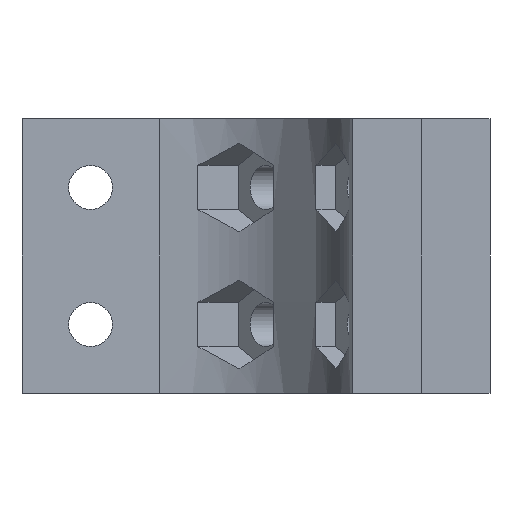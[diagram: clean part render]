
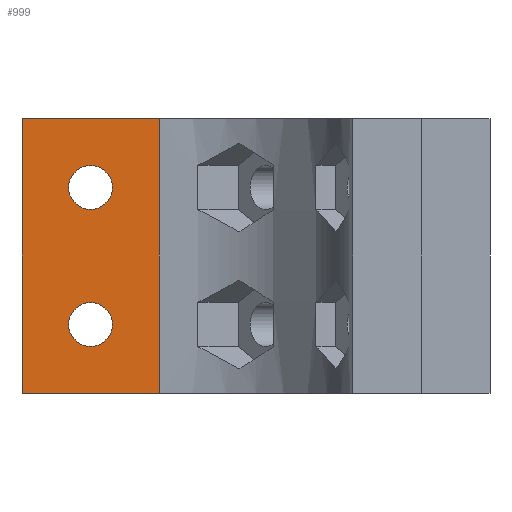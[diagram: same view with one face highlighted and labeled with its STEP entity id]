
A CAD part, front view. The second image highlights one B-rep face of the part: STEP entity #999.
In plain terms, the highlighted planar face has unit normal (0, -1, 0).
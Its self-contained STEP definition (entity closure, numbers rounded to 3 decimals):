
#32 = PLANE('',#33);
#33 = AXIS2_PLACEMENT_3D('',#34,#35,#36);
#34 = CARTESIAN_POINT('',(0.,14.142,0.));
#35 = DIRECTION('',(-1.,0.,0.));
#36 = DIRECTION('',(0.,1.,0.));
#57 = VERTEX_POINT('',#58);
#58 = CARTESIAN_POINT('',(0.,19.142,20.));
#72 = PLANE('',#73);
#73 = AXIS2_PLACEMENT_3D('',#74,#75,#76);
#74 = CARTESIAN_POINT('',(0.,14.142,20.));
#75 = DIRECTION('',(0.,0.,-1.));
#76 = DIRECTION('',(-1.,0.,0.));
#84 = EDGE_CURVE('',#85,#57,#87,.T.);
#85 = VERTEX_POINT('',#86);
#86 = CARTESIAN_POINT('',(0.,19.142,0.));
#87 = SURFACE_CURVE('',#88,(#92,#99),.PCURVE_S1.);
#88 = LINE('',#89,#90);
#89 = CARTESIAN_POINT('',(0.,19.142,0.));
#90 = VECTOR('',#91,1.);
#91 = DIRECTION('',(0.,0.,1.));
#92 = PCURVE('',#32,#93);
#93 = DEFINITIONAL_REPRESENTATION('',(#94),#98);
#94 = LINE('',#95,#96);
#95 = CARTESIAN_POINT('',(5.,0.));
#96 = VECTOR('',#97,1.);
#97 = DIRECTION('',(0.,-1.));
#98 = ( GEOMETRIC_REPRESENTATION_CONTEXT(2) 
PARAMETRIC_REPRESENTATION_CONTEXT() REPRESENTATION_CONTEXT('2D SPACE',''
  ) );
#99 = PCURVE('',#100,#105);
#100 = PLANE('',#101);
#101 = AXIS2_PLACEMENT_3D('',#102,#103,#104);
#102 = CARTESIAN_POINT('',(0.,19.142,0.));
#103 = DIRECTION('',(0.,-1.,0.));
#104 = DIRECTION('',(-1.,0.,0.));
#105 = DEFINITIONAL_REPRESENTATION('',(#106),#110);
#106 = LINE('',#107,#108);
#107 = CARTESIAN_POINT('',(0.,-0.));
#108 = VECTOR('',#109,1.);
#109 = DIRECTION('',(0.,-1.));
#110 = ( GEOMETRIC_REPRESENTATION_CONTEXT(2) 
PARAMETRIC_REPRESENTATION_CONTEXT() REPRESENTATION_CONTEXT('2D SPACE',''
  ) );
#126 = PLANE('',#127);
#127 = AXIS2_PLACEMENT_3D('',#128,#129,#130);
#128 = CARTESIAN_POINT('',(0.,14.142,0.));
#129 = DIRECTION('',(0.,0.,-1.));
#130 = DIRECTION('',(-1.,0.,0.));
#999 = ADVANCED_FACE('',(#1000,#1075,#1110),#100,.T.);
#1000 = FACE_BOUND('',#1001,.T.);
#1001 = EDGE_LOOP('',(#1002,#1003,#1026,#1054));
#1002 = ORIENTED_EDGE('',*,*,#84,.T.);
#1003 = ORIENTED_EDGE('',*,*,#1004,.T.);
#1004 = EDGE_CURVE('',#57,#1005,#1007,.T.);
#1005 = VERTEX_POINT('',#1006);
#1006 = CARTESIAN_POINT('',(-10.,19.142,20.));
#1007 = SURFACE_CURVE('',#1008,(#1012,#1019),.PCURVE_S1.);
#1008 = LINE('',#1009,#1010);
#1009 = CARTESIAN_POINT('',(0.,19.142,20.));
#1010 = VECTOR('',#1011,1.);
#1011 = DIRECTION('',(-1.,0.,0.));
#1012 = PCURVE('',#100,#1013);
#1013 = DEFINITIONAL_REPRESENTATION('',(#1014),#1018);
#1014 = LINE('',#1015,#1016);
#1015 = CARTESIAN_POINT('',(0.,-20.));
#1016 = VECTOR('',#1017,1.);
#1017 = DIRECTION('',(1.,0.));
#1018 = ( GEOMETRIC_REPRESENTATION_CONTEXT(2) 
PARAMETRIC_REPRESENTATION_CONTEXT() REPRESENTATION_CONTEXT('2D SPACE',''
  ) );
#1019 = PCURVE('',#72,#1020);
#1020 = DEFINITIONAL_REPRESENTATION('',(#1021),#1025);
#1021 = LINE('',#1022,#1023);
#1022 = CARTESIAN_POINT('',(0.,5.));
#1023 = VECTOR('',#1024,1.);
#1024 = DIRECTION('',(1.,0.));
#1025 = ( GEOMETRIC_REPRESENTATION_CONTEXT(2) 
PARAMETRIC_REPRESENTATION_CONTEXT() REPRESENTATION_CONTEXT('2D SPACE',''
  ) );
#1026 = ORIENTED_EDGE('',*,*,#1027,.F.);
#1027 = EDGE_CURVE('',#1028,#1005,#1030,.T.);
#1028 = VERTEX_POINT('',#1029);
#1029 = CARTESIAN_POINT('',(-10.,19.142,0.));
#1030 = SURFACE_CURVE('',#1031,(#1035,#1042),.PCURVE_S1.);
#1031 = LINE('',#1032,#1033);
#1032 = CARTESIAN_POINT('',(-10.,19.142,0.));
#1033 = VECTOR('',#1034,1.);
#1034 = DIRECTION('',(0.,0.,1.));
#1035 = PCURVE('',#100,#1036);
#1036 = DEFINITIONAL_REPRESENTATION('',(#1037),#1041);
#1037 = LINE('',#1038,#1039);
#1038 = CARTESIAN_POINT('',(10.,0.));
#1039 = VECTOR('',#1040,1.);
#1040 = DIRECTION('',(0.,-1.));
#1041 = ( GEOMETRIC_REPRESENTATION_CONTEXT(2) 
PARAMETRIC_REPRESENTATION_CONTEXT() REPRESENTATION_CONTEXT('2D SPACE',''
  ) );
#1042 = PCURVE('',#1043,#1048);
#1043 = PLANE('',#1044);
#1044 = AXIS2_PLACEMENT_3D('',#1045,#1046,#1047);
#1045 = CARTESIAN_POINT('',(-10.,19.142,0.));
#1046 = DIRECTION('',(-1.,0.,0.));
#1047 = DIRECTION('',(0.,1.,0.));
#1048 = DEFINITIONAL_REPRESENTATION('',(#1049),#1053);
#1049 = LINE('',#1050,#1051);
#1050 = CARTESIAN_POINT('',(0.,0.));
#1051 = VECTOR('',#1052,1.);
#1052 = DIRECTION('',(0.,-1.));
#1053 = ( GEOMETRIC_REPRESENTATION_CONTEXT(2) 
PARAMETRIC_REPRESENTATION_CONTEXT() REPRESENTATION_CONTEXT('2D SPACE',''
  ) );
#1054 = ORIENTED_EDGE('',*,*,#1055,.F.);
#1055 = EDGE_CURVE('',#85,#1028,#1056,.T.);
#1056 = SURFACE_CURVE('',#1057,(#1061,#1068),.PCURVE_S1.);
#1057 = LINE('',#1058,#1059);
#1058 = CARTESIAN_POINT('',(0.,19.142,0.));
#1059 = VECTOR('',#1060,1.);
#1060 = DIRECTION('',(-1.,0.,0.));
#1061 = PCURVE('',#100,#1062);
#1062 = DEFINITIONAL_REPRESENTATION('',(#1063),#1067);
#1063 = LINE('',#1064,#1065);
#1064 = CARTESIAN_POINT('',(0.,-0.));
#1065 = VECTOR('',#1066,1.);
#1066 = DIRECTION('',(1.,0.));
#1067 = ( GEOMETRIC_REPRESENTATION_CONTEXT(2) 
PARAMETRIC_REPRESENTATION_CONTEXT() REPRESENTATION_CONTEXT('2D SPACE',''
  ) );
#1068 = PCURVE('',#126,#1069);
#1069 = DEFINITIONAL_REPRESENTATION('',(#1070),#1074);
#1070 = LINE('',#1071,#1072);
#1071 = CARTESIAN_POINT('',(0.,5.));
#1072 = VECTOR('',#1073,1.);
#1073 = DIRECTION('',(1.,0.));
#1074 = ( GEOMETRIC_REPRESENTATION_CONTEXT(2) 
PARAMETRIC_REPRESENTATION_CONTEXT() REPRESENTATION_CONTEXT('2D SPACE',''
  ) );
#1075 = FACE_BOUND('',#1076,.T.);
#1076 = EDGE_LOOP('',(#1077));
#1077 = ORIENTED_EDGE('',*,*,#1078,.T.);
#1078 = EDGE_CURVE('',#1079,#1079,#1081,.T.);
#1079 = VERTEX_POINT('',#1080);
#1080 = CARTESIAN_POINT('',(-6.6,19.142,5.));
#1081 = SURFACE_CURVE('',#1082,(#1087,#1098),.PCURVE_S1.);
#1082 = CIRCLE('',#1083,1.6);
#1083 = AXIS2_PLACEMENT_3D('',#1084,#1085,#1086);
#1084 = CARTESIAN_POINT('',(-5.,19.142,5.));
#1085 = DIRECTION('',(0.,1.,0.));
#1086 = DIRECTION('',(-1.,0.,0.));
#1087 = PCURVE('',#100,#1088);
#1088 = DEFINITIONAL_REPRESENTATION('',(#1089),#1097);
#1089 = ( BOUNDED_CURVE() B_SPLINE_CURVE(2,(#1090,#1091,#1092,#1093,
#1094,#1095,#1096),.UNSPECIFIED.,.F.,.F.) B_SPLINE_CURVE_WITH_KNOTS((1,2
    ,2,2,2,1),(-2.094,0.,2.094,4.189,
6.283,8.378),.UNSPECIFIED.) CURVE() 
GEOMETRIC_REPRESENTATION_ITEM() RATIONAL_B_SPLINE_CURVE((1.,0.5,1.,0.5,
1.,0.5,1.)) REPRESENTATION_ITEM('') );
#1090 = CARTESIAN_POINT('',(6.6,-5.));
#1091 = CARTESIAN_POINT('',(6.6,-7.771));
#1092 = CARTESIAN_POINT('',(4.2,-6.386));
#1093 = CARTESIAN_POINT('',(1.8,-5.));
#1094 = CARTESIAN_POINT('',(4.2,-3.614));
#1095 = CARTESIAN_POINT('',(6.6,-2.229));
#1096 = CARTESIAN_POINT('',(6.6,-5.));
#1097 = ( GEOMETRIC_REPRESENTATION_CONTEXT(2) 
PARAMETRIC_REPRESENTATION_CONTEXT() REPRESENTATION_CONTEXT('2D SPACE',''
  ) );
#1098 = PCURVE('',#1099,#1104);
#1099 = CYLINDRICAL_SURFACE('',#1100,1.6);
#1100 = AXIS2_PLACEMENT_3D('',#1101,#1102,#1103);
#1101 = CARTESIAN_POINT('',(-5.,24.142,5.));
#1102 = DIRECTION('',(0.,1.,0.));
#1103 = DIRECTION('',(-1.,0.,0.));
#1104 = DEFINITIONAL_REPRESENTATION('',(#1105),#1109);
#1105 = LINE('',#1106,#1107);
#1106 = CARTESIAN_POINT('',(0.,-5.));
#1107 = VECTOR('',#1108,1.);
#1108 = DIRECTION('',(1.,0.));
#1109 = ( GEOMETRIC_REPRESENTATION_CONTEXT(2) 
PARAMETRIC_REPRESENTATION_CONTEXT() REPRESENTATION_CONTEXT('2D SPACE',''
  ) );
#1110 = FACE_BOUND('',#1111,.T.);
#1111 = EDGE_LOOP('',(#1112));
#1112 = ORIENTED_EDGE('',*,*,#1113,.T.);
#1113 = EDGE_CURVE('',#1114,#1114,#1116,.T.);
#1114 = VERTEX_POINT('',#1115);
#1115 = CARTESIAN_POINT('',(-6.6,19.142,15.));
#1116 = SURFACE_CURVE('',#1117,(#1122,#1133),.PCURVE_S1.);
#1117 = CIRCLE('',#1118,1.6);
#1118 = AXIS2_PLACEMENT_3D('',#1119,#1120,#1121);
#1119 = CARTESIAN_POINT('',(-5.,19.142,15.));
#1120 = DIRECTION('',(0.,1.,0.));
#1121 = DIRECTION('',(-1.,0.,0.));
#1122 = PCURVE('',#100,#1123);
#1123 = DEFINITIONAL_REPRESENTATION('',(#1124),#1132);
#1124 = ( BOUNDED_CURVE() B_SPLINE_CURVE(2,(#1125,#1126,#1127,#1128,
#1129,#1130,#1131),.UNSPECIFIED.,.F.,.F.) B_SPLINE_CURVE_WITH_KNOTS((1,2
    ,2,2,2,1),(-2.094,0.,2.094,4.189,
6.283,8.378),.UNSPECIFIED.) CURVE() 
GEOMETRIC_REPRESENTATION_ITEM() RATIONAL_B_SPLINE_CURVE((1.,0.5,1.,0.5,
1.,0.5,1.)) REPRESENTATION_ITEM('') );
#1125 = CARTESIAN_POINT('',(6.6,-15.));
#1126 = CARTESIAN_POINT('',(6.6,-17.771));
#1127 = CARTESIAN_POINT('',(4.2,-16.386));
#1128 = CARTESIAN_POINT('',(1.8,-15.));
#1129 = CARTESIAN_POINT('',(4.2,-13.614));
#1130 = CARTESIAN_POINT('',(6.6,-12.229));
#1131 = CARTESIAN_POINT('',(6.6,-15.));
#1132 = ( GEOMETRIC_REPRESENTATION_CONTEXT(2) 
PARAMETRIC_REPRESENTATION_CONTEXT() REPRESENTATION_CONTEXT('2D SPACE',''
  ) );
#1133 = PCURVE('',#1134,#1139);
#1134 = CYLINDRICAL_SURFACE('',#1135,1.6);
#1135 = AXIS2_PLACEMENT_3D('',#1136,#1137,#1138);
#1136 = CARTESIAN_POINT('',(-5.,24.142,15.));
#1137 = DIRECTION('',(0.,1.,0.));
#1138 = DIRECTION('',(-1.,0.,0.));
#1139 = DEFINITIONAL_REPRESENTATION('',(#1140),#1144);
#1140 = LINE('',#1141,#1142);
#1141 = CARTESIAN_POINT('',(0.,-5.));
#1142 = VECTOR('',#1143,1.);
#1143 = DIRECTION('',(1.,0.));
#1144 = ( GEOMETRIC_REPRESENTATION_CONTEXT(2) 
PARAMETRIC_REPRESENTATION_CONTEXT() REPRESENTATION_CONTEXT('2D SPACE',''
  ) );
